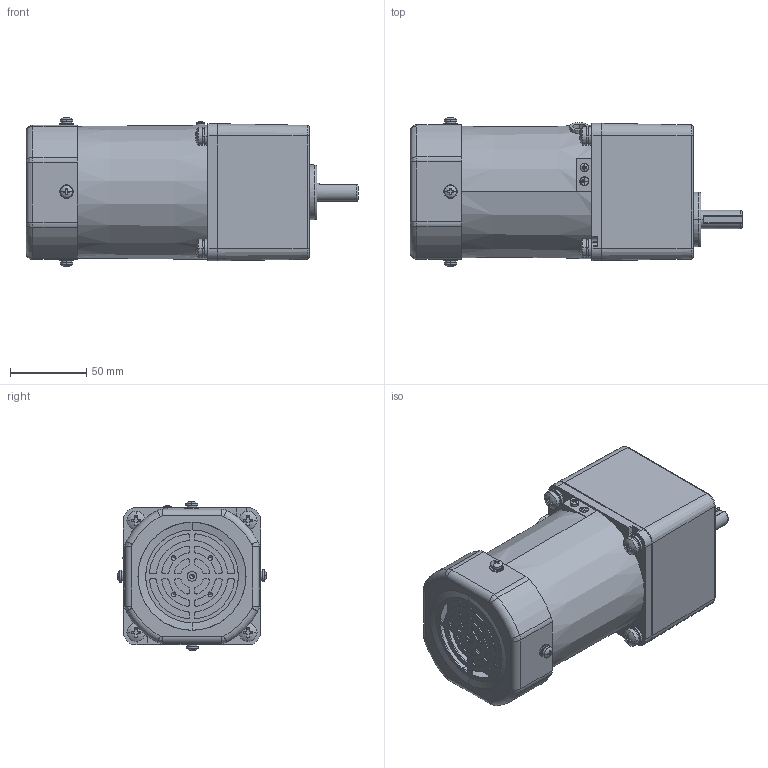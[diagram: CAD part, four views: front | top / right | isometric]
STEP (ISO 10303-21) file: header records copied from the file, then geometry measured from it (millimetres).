
FILE_DESCRIPTION (( 'STEP AP203' ), '1' );
FILE_NAME ('5IK40GN-CF(5GN3K-200K).STEP', '2020-04-09T02:13:16', ( 'Windows 蚚誧' ), ( '' ), 'SwSTEP 2.0', 'SolidWorks 2019', '' );
FILE_SCHEMA (( 'CONFIG_CONTROL_DESIGN' ));
Length unit declared in the file: millimetre
Products named in the file (7): 5IK40A-C; 5GN3K‵200K; 5IK40GN-C(5GN3K-200K); 90FZ; 5IK40GN-CF(5GN3K-200K); 5IK40A-C.stp; M3
Assembly tree (6 placements, depth 4):
  5IK40GN-CF(5GN3K-200K)
    5IK40GN-C(5GN3K-200K)
      5IK40A-C
        5IK40A-C.stp
        M3
      5GN3K‵200K
    90FZ
Bounding box: 218 x 98.11 x 98.11 mm (x, y, z)
Volume: 1125591.1 mm3; surface area: 140384.9 mm2
Topology: 47 solids, 47 shells, 1271 faces, 3225 edges, 2076 vertices
Faces by surface type: cylinder 530, plane 488, cone 123, sphere 62, torus 50, bspline 18
Entity records: 40120 total; most frequent: CARTESIAN_POINT 7601, DIRECTION 7247, ORIENTED_EDGE 6398, EDGE_CURVE 3199, AXIS2_PLACEMENT_3D 2934, VERTEX_POINT 2076, CIRCLE 1670, EDGE_LOOP 1399
